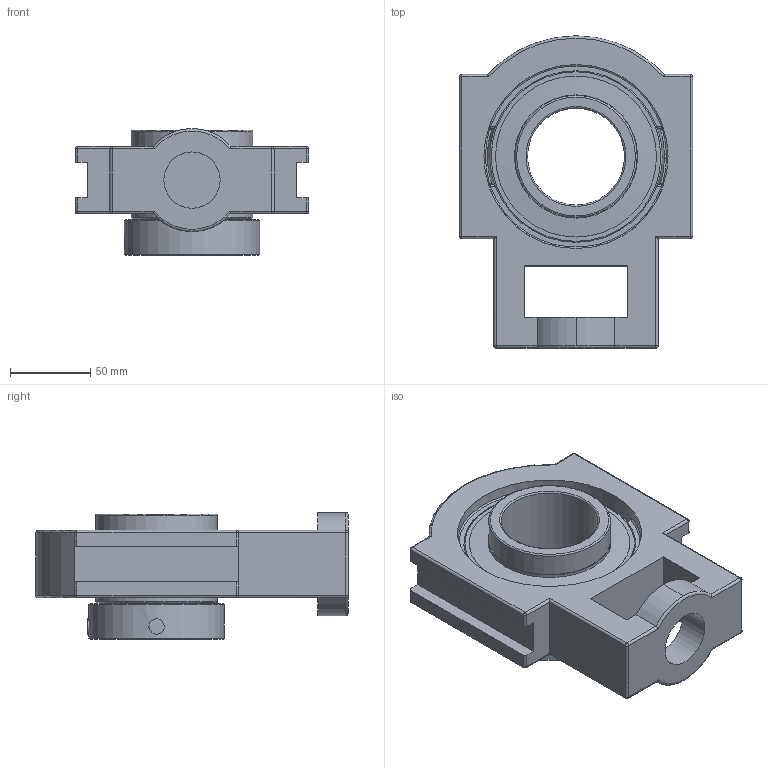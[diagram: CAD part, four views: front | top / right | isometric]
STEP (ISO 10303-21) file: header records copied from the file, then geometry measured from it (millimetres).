
FILE_DESCRIPTION(('HOOPS Exchange Step'),'2;1');
FILE_NAME('export-FAC6D364-60E0-4C5E-BDD8-E94BA72A9990.stp','2020-05-20T11:29:51-07:00',('dkerr'),('Alibre'),'HOOPS Exchange 2020.0','Alibre','Unknown authorisation');
FILE_SCHEMA( ('AP242_MANAGED_MODEL_BASED_3D_ENGINEERING_MIM_LF {1 0 10303 442 1 1 4 }') );
Length unit declared in the file: inch
Products named in the file (8): MRN STM 212 L4L; SHC 212-38 (Collar); SHC 212-38 L4L (2.375inch) (Race); SHC 212 (Ball Bearing); SHC 212 (Setscrew); SHC 212 (Shield); MRN SHC 212-38 L4L (2.375inch); MRN SHCSTM 212-38 L4L (2.375inch)
Assembly tree (7 placements, depth 3):
  MRN SHCSTM 212-38 L4L (2.375inch)
    MRN STM 212 L4L
    MRN SHC 212-38 L4L (2.375inch)
      SHC 212-38 (Collar)
      SHC 212-38 L4L (2.375inch) (Race)
      SHC 212 (Ball Bearing)
      SHC 212 (Setscrew)
      SHC 212 (Shield)
Bounding box: 145 x 194 x 78.8 mm (x, y, z)
Volume: 662985 mm3; surface area: 167927.4 mm2
Topology: 17 solids, 17 shells, 187 faces, 485 edges, 297 vertices
Faces by surface type: cylinder 70, plane 55, sphere 29, torus 17, cone 12, bspline 4
Full cylindrical faces by diameter (mm): 9.525 x3, 35 x1, 60.325 x2, 72.034 x2, 75.565 x2, 75.59 x2, 76.606 x2, 84.2 x1, 98.996 x2, 100.012 x4, 114.37 x2, 120.1 x1
Entity records: 7674 total; most frequent: CARTESIAN_POINT 2921, DIRECTION 1039, ORIENTED_EDGE 892, EDGE_CURVE 446, AXIS2_PLACEMENT_3D 429, VERTEX_POINT 297, CIRCLE 219, EDGE_LOOP 209
